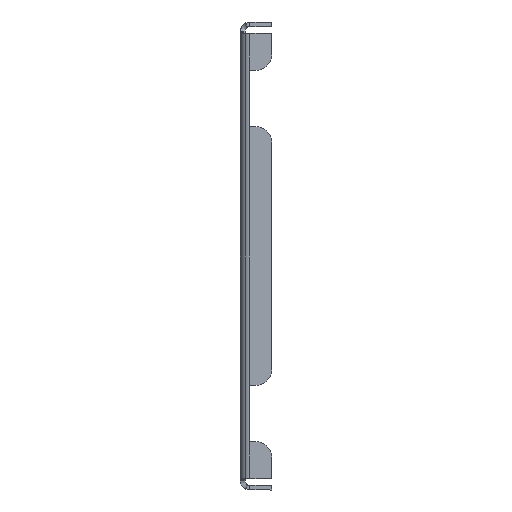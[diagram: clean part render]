
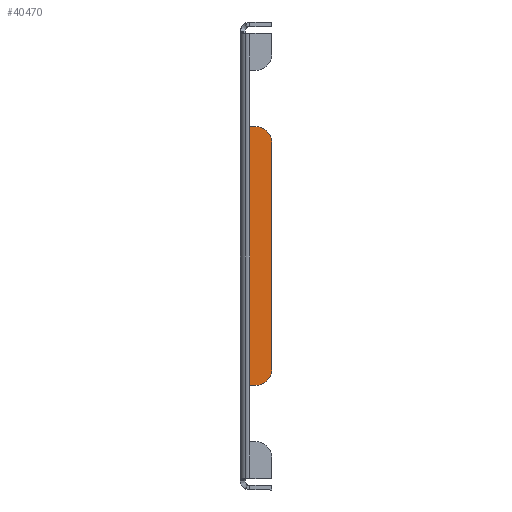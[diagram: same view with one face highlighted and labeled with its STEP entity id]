
A CAD part, left-side view. The second image highlights one B-rep face of the part: STEP entity #40470.
In plain terms, the highlighted planar face has unit normal (-1, 0, 0).
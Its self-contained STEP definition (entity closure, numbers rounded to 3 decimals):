
#1780 = CARTESIAN_POINT ( 'NONE',  ( -423.5, -3., 41.5 ) ) ;
#2545 = CIRCLE ( 'NONE', #8291, 5. ) ;
#3997 = FACE_OUTER_BOUND ( 'NONE', #56285, .T. ) ;
#5152 = VECTOR ( 'NONE', #46614, 1000. ) ;
#5606 = DIRECTION ( 'NONE',  ( 0., -1., 0. ) ) ;
#5686 = DIRECTION ( 'NONE',  ( 0., -1., 0. ) ) ;
#7066 = CARTESIAN_POINT ( 'NONE',  ( -423.5, -10., 36.5 ) ) ;
#8291 = AXIS2_PLACEMENT_3D ( 'NONE', #33791, #33508, #5686 ) ;
#9893 = CARTESIAN_POINT ( 'NONE',  ( -423.5, -3., 0. ) ) ;
#11395 = VERTEX_POINT ( 'NONE', #34031 ) ;
#11952 = EDGE_CURVE ( 'NONE', #32132, #51497, #26959, .T. ) ;
#13591 = EDGE_CURVE ( 'NONE', #49015, #26463, #33749, .T. ) ;
#14149 = DIRECTION ( 'NONE',  ( -1., 0., 0. ) ) ;
#17045 = CARTESIAN_POINT ( 'NONE',  ( -423.5, 420.693, 41.5 ) ) ;
#18113 = EDGE_CURVE ( 'NONE', #11395, #51497, #41823, .T. ) ;
#18309 = ORIENTED_EDGE ( 'NONE', *, *, #11952, .T. ) ;
#18799 = CARTESIAN_POINT ( 'NONE',  ( -423.5, 420.693, -41.5 ) ) ;
#19323 = CARTESIAN_POINT ( 'NONE',  ( -423.5, -10., -36.5 ) ) ;
#19613 = CARTESIAN_POINT ( 'NONE',  ( -423.5, -5., 41.5 ) ) ;
#21489 = ORIENTED_EDGE ( 'NONE', *, *, #18113, .F. ) ;
#26463 = VERTEX_POINT ( 'NONE', #19323 ) ;
#26557 = VERTEX_POINT ( 'NONE', #19613 ) ;
#26959 = LINE ( 'NONE', #9893, #35248 ) ;
#28422 = VECTOR ( 'NONE', #39146, 1000. ) ;
#31453 = DIRECTION ( 'NONE',  ( 0., 0., -1. ) ) ;
#32132 = VERTEX_POINT ( 'NONE', #1780 ) ;
#33444 = ORIENTED_EDGE ( 'NONE', *, *, #37296, .T. ) ;
#33508 = DIRECTION ( 'NONE',  ( -1., 0., 0. ) ) ;
#33749 = LINE ( 'NONE', #48398, #28422 ) ;
#33791 = CARTESIAN_POINT ( 'NONE',  ( -423.5, -5., -36.5 ) ) ;
#34031 = CARTESIAN_POINT ( 'NONE',  ( -423.5, -5., -41.5 ) ) ;
#35248 = VECTOR ( 'NONE', #31453, 1000. ) ;
#36863 = EDGE_CURVE ( 'NONE', #11395, #26463, #2545, .T. ) ;
#37296 = EDGE_CURVE ( 'NONE', #49015, #26557, #47531, .T. ) ;
#39146 = DIRECTION ( 'NONE',  ( 0., 0., -1. ) ) ;
#40209 = DIRECTION ( 'NONE',  ( 0., 0., 1. ) ) ;
#40373 = LINE ( 'NONE', #17045, #56259 ) ;
#40470 = ADVANCED_FACE ( 'NONE', ( #3997 ), #54539, .T. ) ;
#40666 = DIRECTION ( 'NONE',  ( 0., -1., 0. ) ) ;
#41370 = CARTESIAN_POINT ( 'NONE',  ( -423.5, 420.693, 0. ) ) ;
#41781 = AXIS2_PLACEMENT_3D ( 'NONE', #46314, #47199, #5606 ) ;
#41823 = LINE ( 'NONE', #18799, #5152 ) ;
#42798 = CARTESIAN_POINT ( 'NONE',  ( -423.5, -3., -41.5 ) ) ;
#42963 = ORIENTED_EDGE ( 'NONE', *, *, #36863, .T. ) ;
#43035 = ORIENTED_EDGE ( 'NONE', *, *, #13591, .F. ) ;
#45604 = EDGE_CURVE ( 'NONE', #32132, #26557, #40373, .T. ) ;
#46314 = CARTESIAN_POINT ( 'NONE',  ( -423.5, -5., 36.5 ) ) ;
#46614 = DIRECTION ( 'NONE',  ( 0., 1., 0. ) ) ;
#47199 = DIRECTION ( 'NONE',  ( -1., 0., 0. ) ) ;
#47531 = CIRCLE ( 'NONE', #41781, 5. ) ;
#47859 = ORIENTED_EDGE ( 'NONE', *, *, #45604, .F. ) ;
#48398 = CARTESIAN_POINT ( 'NONE',  ( -423.5, -10., -71.346 ) ) ;
#49015 = VERTEX_POINT ( 'NONE', #7066 ) ;
#49189 = AXIS2_PLACEMENT_3D ( 'NONE', #41370, #14149, #40209 ) ;
#51497 = VERTEX_POINT ( 'NONE', #42798 ) ;
#54539 = PLANE ( 'NONE',  #49189 ) ;
#56259 = VECTOR ( 'NONE', #40666, 1000. ) ;
#56285 = EDGE_LOOP ( 'NONE', ( #43035, #33444, #47859, #18309, #21489, #42963 ) ) ;
